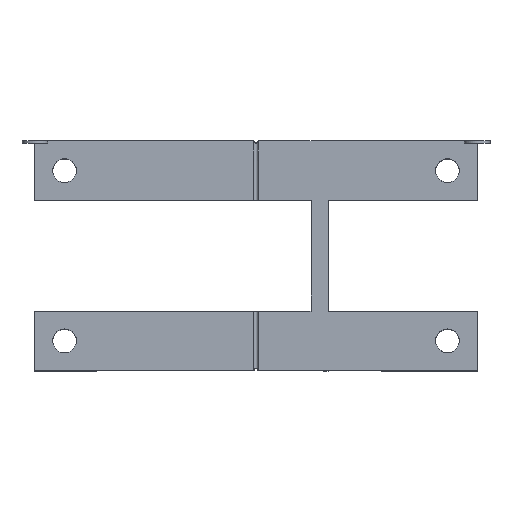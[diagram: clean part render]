
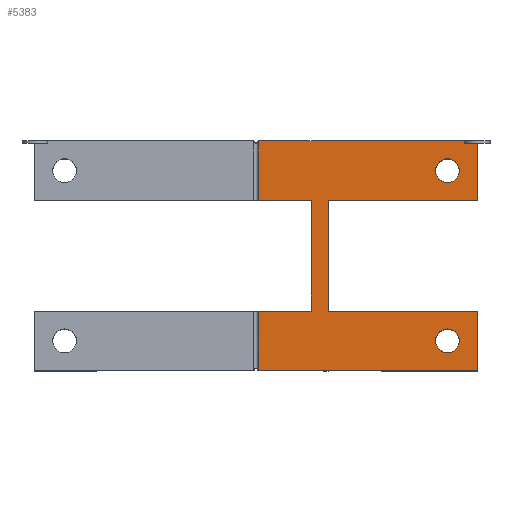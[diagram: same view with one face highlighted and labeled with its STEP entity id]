
A CAD part, top view. The second image highlights one B-rep face of the part: STEP entity #5383.
In plain terms, the highlighted planar face has unit normal (0, 0, 1).
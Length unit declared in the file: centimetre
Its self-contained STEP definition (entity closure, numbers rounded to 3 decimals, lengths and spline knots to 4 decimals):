
#199=PLANE('',#5623);
#409=VECTOR('',#6024,1.);
#446=VECTOR('',#6086,1.);
#466=VECTOR('',#6125,1.);
#469=VECTOR('',#6134,1.);
#473=VECTOR('',#6140,1.);
#482=VECTOR('',#6150,1.);
#492=VECTOR('',#6161,1.);
#493=VECTOR('',#6166,1.);
#629=VECTOR('',#6470,1.);
#631=VECTOR('',#6475,1.);
#648=VECTOR('',#6507,1.);
#663=VECTOR('',#6523,1.);
#664=VECTOR('',#6524,1.);
#977=LINE('',#7208,#409);
#1014=LINE('',#7300,#446);
#1033=LINE('',#7354,#466);
#1036=LINE('',#7366,#469);
#1040=LINE('',#7374,#473);
#1049=LINE('',#7392,#482);
#1059=LINE('',#7412,#492);
#1060=LINE('',#7417,#493);
#1195=LINE('',#8197,#629);
#1197=LINE('',#8203,#631);
#1214=LINE('',#8244,#648);
#1229=LINE('',#8275,#663);
#1230=LINE('',#8279,#664);
#1544=VERTEX_POINT('',#7207);
#1545=VERTEX_POINT('',#7209);
#1583=VERTEX_POINT('',#7299);
#1584=VERTEX_POINT('',#7301);
#1589=VERTEX_POINT('',#7311);
#1590=VERTEX_POINT('',#7312);
#1603=VERTEX_POINT('',#7352);
#1605=VERTEX_POINT('',#7355);
#1608=VERTEX_POINT('',#7361);
#1610=VERTEX_POINT('',#7365);
#1754=VERTEX_POINT('',#8061);
#1783=VERTEX_POINT('',#8136);
#1806=VERTEX_POINT('',#8196);
#1807=VERTEX_POINT('',#8198);
#1809=VERTEX_POINT('',#8204);
#1838=VERTEX_POINT('',#8276);
#1839=VERTEX_POINT('',#8277);
#1840=VERTEX_POINT('',#8278);
#1841=VERTEX_POINT('',#8281);
#1842=VERTEX_POINT('',#8283);
#2087=CIRCLE('',#5738,0.28);
#2088=CIRCLE('',#5739,0.28);
#2202=EDGE_CURVE('',#1545,#1544,#977,.T.);
#2249=EDGE_CURVE('',#1583,#1584,#1014,.T.);
#2255=EDGE_CURVE('',#1589,#1590,#1014,.T.);
#2275=EDGE_CURVE('',#1605,#1603,#1033,.T.);
#2281=EDGE_CURVE('',#1608,#1610,#1036,.T.);
#2294=EDGE_CURVE('',#1584,#1610,#1040,.T.);
#2295=EDGE_CURVE('',#1605,#1583,#1049,.T.);
#2332=EDGE_CURVE('',#1608,#1589,#1060,.T.);
#2472=EDGE_CURVE('',#1603,#1754,#1059,.T.);
#2521=EDGE_CURVE('',#1783,#1544,#1040,.T.);
#2556=EDGE_CURVE('',#1807,#1806,#1195,.T.);
#2559=EDGE_CURVE('',#1809,#1807,#1197,.T.);
#2581=EDGE_CURVE('',#1783,#1809,#1214,.T.);
#2599=EDGE_CURVE('',#1838,#1754,#1229,.T.);
#2600=EDGE_CURVE('',#1545,#1838,#1049,.T.);
#2601=EDGE_CURVE('',#1839,#1806,#1060,.T.);
#2602=EDGE_CURVE('',#1839,#1840,#977,.T.);
#2603=EDGE_CURVE('',#1590,#1840,#1230,.T.);
#2604=EDGE_CURVE('',#1841,#1841,#2087,.T.);
#2605=EDGE_CURVE('',#1842,#1842,#2088,.T.);
#3619=ORIENTED_EDGE('',*,*,#2281,.T.);
#3620=ORIENTED_EDGE('',*,*,#2294,.F.);
#3621=ORIENTED_EDGE('',*,*,#2249,.F.);
#3622=ORIENTED_EDGE('',*,*,#2295,.F.);
#3623=ORIENTED_EDGE('',*,*,#2275,.T.);
#3624=ORIENTED_EDGE('',*,*,#2472,.T.);
#3625=ORIENTED_EDGE('',*,*,#2599,.F.);
#3626=ORIENTED_EDGE('',*,*,#2600,.F.);
#3627=ORIENTED_EDGE('',*,*,#2202,.T.);
#3628=ORIENTED_EDGE('',*,*,#2521,.F.);
#3629=ORIENTED_EDGE('',*,*,#2581,.T.);
#3630=ORIENTED_EDGE('',*,*,#2559,.T.);
#3631=ORIENTED_EDGE('',*,*,#2556,.T.);
#3632=ORIENTED_EDGE('',*,*,#2601,.F.);
#3633=ORIENTED_EDGE('',*,*,#2602,.T.);
#3634=ORIENTED_EDGE('',*,*,#2603,.F.);
#3635=ORIENTED_EDGE('',*,*,#2255,.F.);
#3636=ORIENTED_EDGE('',*,*,#2332,.F.);
#3637=ORIENTED_EDGE('',*,*,#2604,.T.);
#3638=ORIENTED_EDGE('',*,*,#2605,.T.);
#4677=EDGE_LOOP('',(#3619,#3620,#3621,#3622,#3623,#3624,#3625,#3626,#3627,
#3628,#3629,#3630,#3631,#3632,#3633,#3634,#3635,#3636));
#4678=EDGE_LOOP('',(#3637));
#4679=EDGE_LOOP('',(#3638));
#5040=FACE_BOUND('',#4677,.T.);
#5041=FACE_BOUND('',#4678,.T.);
#5042=FACE_BOUND('',#4679,.T.);
#5383=ADVANCED_FACE('',(#5040,#5041,#5042),#199,.T.);
#5623=AXIS2_PLACEMENT_3D('',#7409,#6159,$);
#5738=AXIS2_PLACEMENT_3D('',#8280,#6525,#6526);
#5739=AXIS2_PLACEMENT_3D('',#8282,#6527,#6528);
#6024=DIRECTION('',(0.,1.,0.));
#6086=DIRECTION('',(0.,1.,0.));
#6125=DIRECTION('',(0.,-1.,0.));
#6134=DIRECTION('',(0.,-1.,0.));
#6140=DIRECTION('',(-1.,0.,0.));
#6150=DIRECTION('',(1.,0.,0.));
#6159=DIRECTION('',(0.,0.,1.));
#6161=DIRECTION('',(1.,0.,0.));
#6166=DIRECTION('',(1.,0.,0.));
#6470=DIRECTION('',(0.,1.,0.));
#6475=DIRECTION('',(-1.,0.,0.));
#6507=DIRECTION('',(0.,1.,0.));
#6523=DIRECTION('',(0.,-1.,0.));
#6524=DIRECTION('',(1.,0.,0.));
#6525=DIRECTION('',(0.,0.,-1.));
#6526=DIRECTION('',(0.28,0.,0.));
#6527=DIRECTION('',(0.,0.,-1.));
#6528=DIRECTION('',(0.28,0.,0.));
#7207=CARTESIAN_POINT('',(1.693,1.3,3.));
#7208=CARTESIAN_POINT('',(1.693,-2.7,3.));
#7209=CARTESIAN_POINT('',(1.693,-1.3,3.));
#7299=CARTESIAN_POINT('',(1.293,-1.3,3.));
#7300=CARTESIAN_POINT('',(1.293,-2.7,3.));
#7301=CARTESIAN_POINT('',(1.293,1.3,3.));
#7311=CARTESIAN_POINT('',(1.293,2.7,3.));
#7312=CARTESIAN_POINT('',(1.293,2.7003,3.));
#7352=CARTESIAN_POINT('',(0.05,-2.7,3.));
#7354=CARTESIAN_POINT('',(0.05,0.0001,3.));
#7355=CARTESIAN_POINT('',(0.05,-1.3,3.));
#7361=CARTESIAN_POINT('',(0.05,2.7,3.));
#7365=CARTESIAN_POINT('',(0.05,1.3,3.));
#7366=CARTESIAN_POINT('',(0.05,0.0001,3.));
#7374=CARTESIAN_POINT('',(-3.8,1.3,3.));
#7392=CARTESIAN_POINT('',(-4.5,-1.3,3.));
#7409=CARTESIAN_POINT('',(-4.5,2.,3.));
#7412=CARTESIAN_POINT('',(-4.5,-2.7,3.));
#7417=CARTESIAN_POINT('',(-5.2,2.7,3.));
#8061=CARTESIAN_POINT('',(5.2,-2.7,3.));
#8136=CARTESIAN_POINT('',(5.2,1.3,3.));
#8196=CARTESIAN_POINT('',(4.9,2.7,3.));
#8197=CARTESIAN_POINT('',(4.9,2.7,3.));
#8198=CARTESIAN_POINT('',(4.9,2.65,3.));
#8203=CARTESIAN_POINT('',(0.35,2.65,3.));
#8204=CARTESIAN_POINT('',(5.2,2.65,3.));
#8244=CARTESIAN_POINT('',(5.2,1.3,3.));
#8275=CARTESIAN_POINT('',(5.2,-1.3,3.));
#8276=CARTESIAN_POINT('',(5.2,-1.3,3.));
#8277=CARTESIAN_POINT('',(1.693,2.7,3.));
#8278=CARTESIAN_POINT('',(1.693,2.7003,3.));
#8279=CARTESIAN_POINT('',(1.293,2.7003,3.));
#8280=CARTESIAN_POINT('',(4.5,2.,3.));
#8281=CARTESIAN_POINT('',(4.78,2.,3.));
#8282=CARTESIAN_POINT('',(4.5,-2.,3.));
#8283=CARTESIAN_POINT('',(4.78,-2.,3.));
